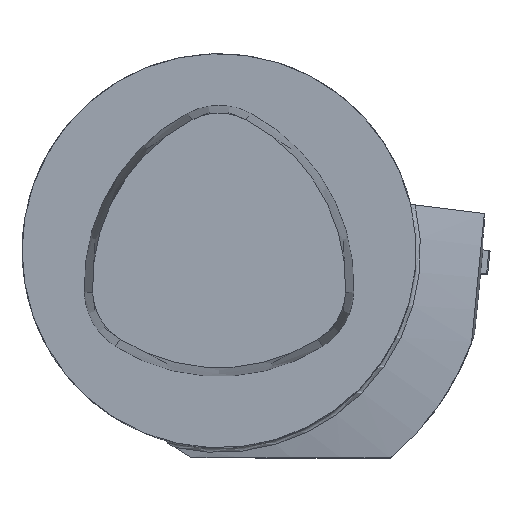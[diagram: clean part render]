
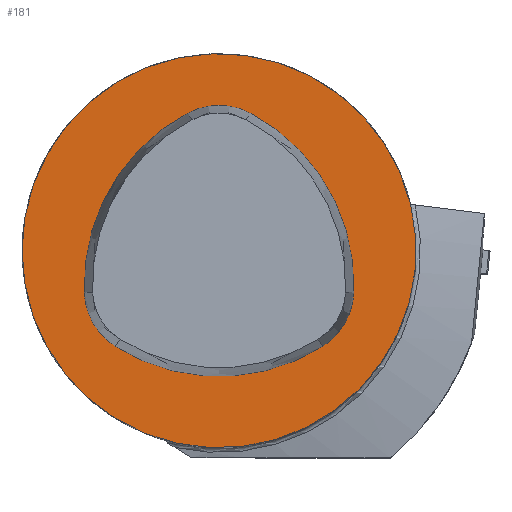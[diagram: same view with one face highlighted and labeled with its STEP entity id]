
A CAD part, top view. The second image highlights one B-rep face of the part: STEP entity #181.
In plain terms, the highlighted planar face has unit normal (0, 0, 1).
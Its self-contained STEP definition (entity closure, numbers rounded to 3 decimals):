
#112=FACE_BOUND('',#299,.T.);
#113=FACE_BOUND('',#300,.T.);
#131=PLANE('',#1122);
#181=ADVANCED_FACE('',(#112,#113),#131,.T.);
#299=EDGE_LOOP('',(#620));
#300=EDGE_LOOP('',(#621,#622,#623,#624,#625,#626));
#491=CIRCLE('',#1095,40.);
#500=CIRCLE('',#1116,39.5);
#501=CIRCLE('',#1117,13.5);
#502=CIRCLE('',#1118,39.5);
#503=CIRCLE('',#1119,13.5);
#504=CIRCLE('',#1120,39.5);
#505=CIRCLE('',#1121,13.5);
#620=ORIENTED_EDGE('',*,*,#910,.T.);
#621=ORIENTED_EDGE('',*,*,#941,.F.);
#622=ORIENTED_EDGE('',*,*,#942,.F.);
#623=ORIENTED_EDGE('',*,*,#943,.F.);
#624=ORIENTED_EDGE('',*,*,#944,.F.);
#625=ORIENTED_EDGE('',*,*,#945,.F.);
#626=ORIENTED_EDGE('',*,*,#946,.F.);
#814=VERTEX_POINT('',#1602);
#838=VERTEX_POINT('',#1703);
#839=VERTEX_POINT('',#1704);
#840=VERTEX_POINT('',#1706);
#841=VERTEX_POINT('',#1708);
#842=VERTEX_POINT('',#1710);
#843=VERTEX_POINT('',#1712);
#910=EDGE_CURVE('',#814,#814,#491,.T.);
#941=EDGE_CURVE('',#838,#839,#500,.T.);
#942=EDGE_CURVE('',#840,#838,#501,.T.);
#943=EDGE_CURVE('',#841,#840,#502,.T.);
#944=EDGE_CURVE('',#842,#841,#503,.T.);
#945=EDGE_CURVE('',#843,#842,#504,.T.);
#946=EDGE_CURVE('',#839,#843,#505,.T.);
#1095=AXIS2_PLACEMENT_3D('',#1601,#1255,#1256);
#1116=AXIS2_PLACEMENT_3D('',#1702,#1311,#1312);
#1117=AXIS2_PLACEMENT_3D('',#1705,#1313,#1314);
#1118=AXIS2_PLACEMENT_3D('',#1707,#1315,#1316);
#1119=AXIS2_PLACEMENT_3D('',#1709,#1317,#1318);
#1120=AXIS2_PLACEMENT_3D('',#1711,#1319,#1320);
#1121=AXIS2_PLACEMENT_3D('',#1713,#1321,#1322);
#1122=AXIS2_PLACEMENT_3D('',#1714,#1323,#1324);
#1255=DIRECTION('',(0.,0.,1.));
#1256=DIRECTION('',(-1.,0.,0.));
#1311=DIRECTION('',(0.,0.,1.));
#1312=DIRECTION('',(-1.,0.,0.));
#1313=DIRECTION('',(0.,0.,1.));
#1314=DIRECTION('',(-1.,0.,0.));
#1315=DIRECTION('',(0.,0.,1.));
#1316=DIRECTION('',(-1.,0.,0.));
#1317=DIRECTION('',(0.,0.,1.));
#1318=DIRECTION('',(-1.,0.,0.));
#1319=DIRECTION('',(0.,0.,1.));
#1320=DIRECTION('',(-1.,0.,0.));
#1321=DIRECTION('',(0.,0.,1.));
#1322=DIRECTION('',(-1.,0.,0.));
#1323=DIRECTION('',(0.,0.,1.));
#1324=DIRECTION('',(1.,0.,0.));
#1601=CARTESIAN_POINT('',(0.,0.,0.));
#1602=CARTESIAN_POINT('',(-40.,0.,0.));
#1702=CARTESIAN_POINT('',(-12.124,-7.,0.));
#1703=CARTESIAN_POINT('',(27.346,-8.519,0.));
#1704=CARTESIAN_POINT('',(6.295,27.942,0.));
#1705=CARTESIAN_POINT('',(13.856,-8.,0.));
#1706=CARTESIAN_POINT('',(21.051,-19.423,0.));
#1707=CARTESIAN_POINT('',(0.,14.,0.));
#1708=CARTESIAN_POINT('',(-21.051,-19.423,0.));
#1709=CARTESIAN_POINT('',(-13.856,-8.,0.));
#1710=CARTESIAN_POINT('',(-27.346,-8.519,0.));
#1711=CARTESIAN_POINT('',(12.124,-7.,0.));
#1712=CARTESIAN_POINT('',(-6.295,27.942,0.));
#1713=CARTESIAN_POINT('',(0.,16.,0.));
#1714=CARTESIAN_POINT('',(0.,0.,0.));
